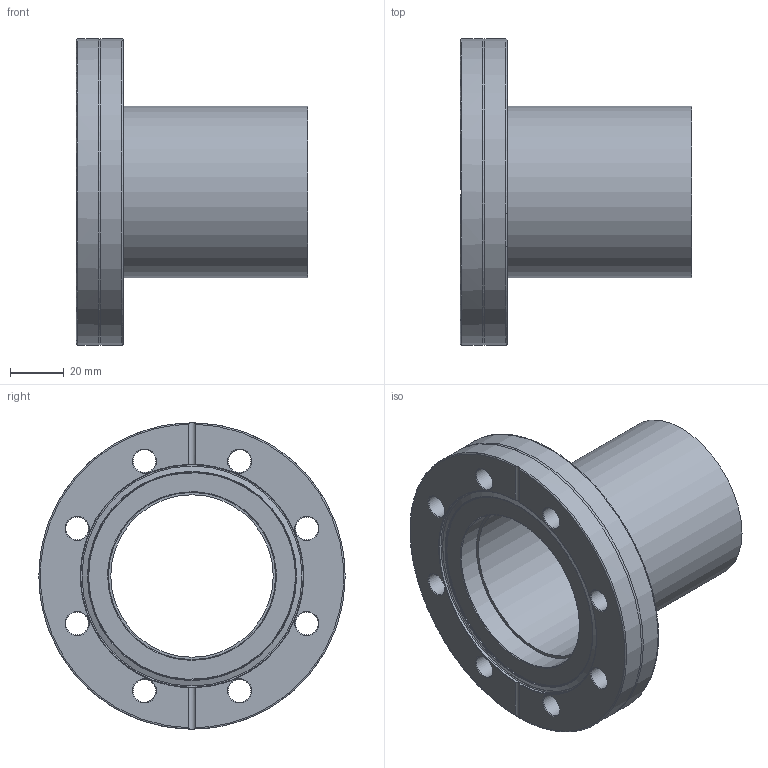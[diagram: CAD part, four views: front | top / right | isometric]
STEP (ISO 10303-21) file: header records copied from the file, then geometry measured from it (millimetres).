
FILE_DESCRIPTION (( 'STEP AP214' ), '1' );
FILE_NAME ('BT1CF636386 FULLVAC.STEP', '2019-09-20T14:17:30', ( '' ), ( '' ), 'SwSTEP 2.0', 'SolidWorks 2017', '' );
FILE_SCHEMA (( 'AUTOMOTIVE_DESIGN' ));
Length unit declared in the file: millimetre
Products named in the file (3): 1^BT1CF636386; 2^BT1CF636386; BT1CF636386 FULLVAC
Assembly tree (2 placements, depth 2):
  BT1CF636386 FULLVAC
    1^BT1CF636386
    2^BT1CF636386
Bounding box: 85.85 x 113.5 x 113.5 mm (x, y, z)
Volume: 128932.1 mm3; surface area: 54405.2 mm2
Topology: 2 solids, 2 shells, 56 faces, 146 edges, 95 vertices
Faces by surface type: cone 19, cylinder 17, bspline 13, plane 7
Full cylindrical faces by diameter (mm): 8.43 x8, 60.2 x1, 62 x1, 63.5 x1, 63.75 x1, 82.55 x1, 113.5 x2
Entity records: 3996 total; most frequent: CARTESIAN_POINT 2248, DIRECTION 206, ORIENTED_EDGE 158, EDGE_LOOP 120, AXIS2_PLACEMENT_3D 101, FACE_OUTER_BOUND 80, EDGE_CURVE 79, VERTEX_POINT 71
